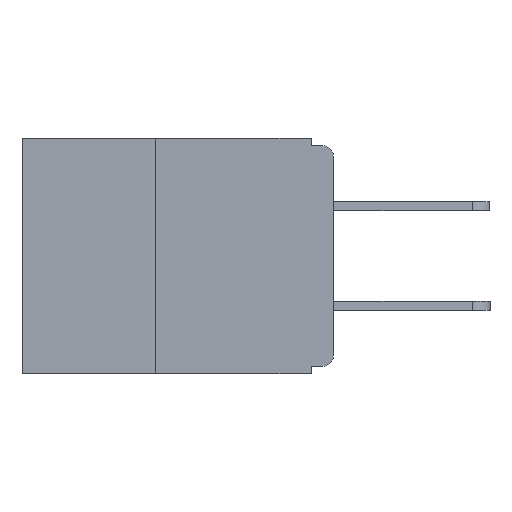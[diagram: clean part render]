
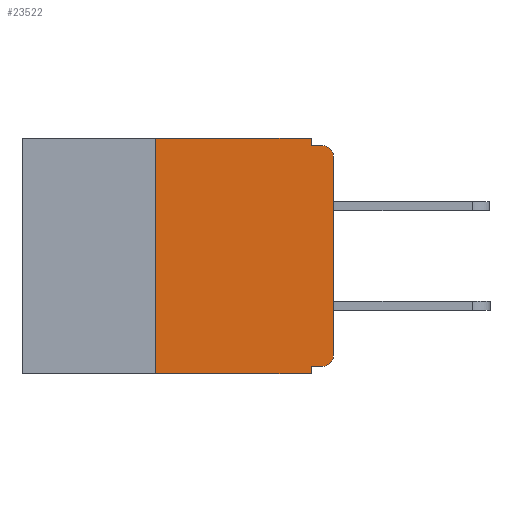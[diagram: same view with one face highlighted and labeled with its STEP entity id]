
A CAD part, left-side view. The second image highlights one B-rep face of the part: STEP entity #23522.
In plain terms, the highlighted planar face has unit normal (-1, 0, 0).
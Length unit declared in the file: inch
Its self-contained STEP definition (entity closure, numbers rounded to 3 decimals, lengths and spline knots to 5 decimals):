
#88 = DIRECTION ( 'NONE',  ( 0., 0., 1. ) ) ;
#499 = EDGE_CURVE ( 'NONE', #29752, #32427, #22594, .T. ) ;
#759 = CARTESIAN_POINT ( 'NONE',  ( 0., 0., 0. ) ) ;
#1064 = VECTOR ( 'NONE', #88, 39.37008 ) ;
#1105 = LINE ( 'NONE', #15576, #29627 ) ;
#1272 = LINE ( 'NONE', #31181, #28964 ) ;
#2029 = ORIENTED_EDGE ( 'NONE', *, *, #6707, .F. ) ;
#2136 = VERTEX_POINT ( 'NONE', #28318 ) ;
#2265 = VERTEX_POINT ( 'NONE', #23389 ) ;
#3420 = VERTEX_POINT ( 'NONE', #19101 ) ;
#4811 = DIRECTION ( 'NONE',  ( -1., 0., 0. ) ) ;
#5355 = VECTOR ( 'NONE', #7828, 39.37008 ) ;
#6203 = LINE ( 'NONE', #31581, #5355 ) ;
#6700 = EDGE_CURVE ( 'NONE', #17617, #2136, #20601, .T. ) ;
#6707 = EDGE_CURVE ( 'NONE', #20800, #2265, #19765, .T. ) ;
#7828 = DIRECTION ( 'NONE',  ( 0., -1., 0. ) ) ;
#8199 = CARTESIAN_POINT ( 'NONE',  ( 0., 0.031, -0.33 ) ) ;
#9226 = CARTESIAN_POINT ( 'NONE',  ( 0., 0.25, -0.33 ) ) ;
#9310 = EDGE_CURVE ( 'NONE', #2265, #3420, #13479, .T. ) ;
#9323 = ORIENTED_EDGE ( 'NONE', *, *, #12372, .T. ) ;
#9925 = ORIENTED_EDGE ( 'NONE', *, *, #19003, .F. ) ;
#10027 = VECTOR ( 'NONE', #34651, 39.37008 ) ;
#10114 = DIRECTION ( 'NONE',  ( 0., -1., 0. ) ) ;
#12301 = ORIENTED_EDGE ( 'NONE', *, *, #12928, .T. ) ;
#12372 = EDGE_CURVE ( 'NONE', #20800, #29752, #29012, .T. ) ;
#12556 = ORIENTED_EDGE ( 'NONE', *, *, #499, .T. ) ;
#12806 = CARTESIAN_POINT ( 'NONE',  ( 0., 0.015, -0.305 ) ) ;
#12928 = EDGE_CURVE ( 'NONE', #32427, #34229, #19533, .T. ) ;
#13479 = LINE ( 'NONE', #8199, #19784 ) ;
#13488 = PLANE ( 'NONE',  #20227 ) ;
#13624 = DIRECTION ( 'NONE',  ( 0., 0., -1. ) ) ;
#14095 = VERTEX_POINT ( 'NONE', #17826 ) ;
#15553 = DIRECTION ( 'NONE',  ( 0., 0., -1. ) ) ;
#15576 = CARTESIAN_POINT ( 'NONE',  ( 0., 0.437, -0.33 ) ) ;
#16247 = DIRECTION ( 'NONE',  ( 1., 0., 0. ) ) ;
#16945 = ORIENTED_EDGE ( 'NONE', *, *, #18320, .T. ) ;
#17617 = VERTEX_POINT ( 'NONE', #9226 ) ;
#17730 = CARTESIAN_POINT ( 'NONE',  ( 0., 0., -0.305 ) ) ;
#17826 = CARTESIAN_POINT ( 'NONE',  ( 0., 0.031, -0.01 ) ) ;
#18097 = DIRECTION ( 'NONE',  ( 0., 0., -1. ) ) ;
#18320 = EDGE_CURVE ( 'NONE', #17617, #3420, #1105, .T. ) ;
#19003 = EDGE_CURVE ( 'NONE', #14095, #34229, #6203, .T. ) ;
#19050 = EDGE_CURVE ( 'NONE', #2136, #28691, #31222, .T. ) ;
#19101 = CARTESIAN_POINT ( 'NONE',  ( 0., 0.031, -0.33 ) ) ;
#19364 = ORIENTED_EDGE ( 'NONE', *, *, #19534, .F. ) ;
#19533 = CIRCLE ( 'NONE', #28576, 0.015 ) ;
#19534 = EDGE_CURVE ( 'NONE', #28691, #14095, #1272, .T. ) ;
#19765 = LINE ( 'NONE', #27452, #32925 ) ;
#19784 = VECTOR ( 'NONE', #13624, 39.37008 ) ;
#20114 = EDGE_LOOP ( 'NONE', ( #12556, #12301, #9925, #19364, #27629, #22272, #16945, #28872, #2029, #9323 ) ) ;
#20227 = AXIS2_PLACEMENT_3D ( 'NONE', #21456, #16247, #34648 ) ;
#20601 = LINE ( 'NONE', #27565, #33743 ) ;
#20800 = VERTEX_POINT ( 'NONE', #28812 ) ;
#20850 = CARTESIAN_POINT ( 'NONE',  ( 0., 0.015, -0.01 ) ) ;
#20986 = CARTESIAN_POINT ( 'NONE',  ( 0., 0.015, -0.025 ) ) ;
#21456 = CARTESIAN_POINT ( 'NONE',  ( 0., 0.437, 0. ) ) ;
#22272 = ORIENTED_EDGE ( 'NONE', *, *, #6700, .F. ) ;
#22594 = LINE ( 'NONE', #759, #1064 ) ;
#23389 = CARTESIAN_POINT ( 'NONE',  ( 0., 0.031, -0.32 ) ) ;
#23522 = ADVANCED_FACE ( 'NONE', ( #25345 ), #13488, .F. ) ;
#23591 = DIRECTION ( 'NONE',  ( 0., 0., -1. ) ) ;
#25345 = FACE_OUTER_BOUND ( 'NONE', #20114, .T. ) ;
#25573 = CARTESIAN_POINT ( 'NONE',  ( 0., 0., -0.025 ) ) ;
#26944 = DIRECTION ( 'NONE',  ( 0., 1., 0. ) ) ;
#27227 = DIRECTION ( 'NONE',  ( 0., 0., 1. ) ) ;
#27452 = CARTESIAN_POINT ( 'NONE',  ( 0., 0., -0.32 ) ) ;
#27565 = CARTESIAN_POINT ( 'NONE',  ( 0., 0.25, -0.33 ) ) ;
#27629 = ORIENTED_EDGE ( 'NONE', *, *, #19050, .F. ) ;
#28318 = CARTESIAN_POINT ( 'NONE',  ( 0., 0.25, 0. ) ) ;
#28576 = AXIS2_PLACEMENT_3D ( 'NONE', #20986, #4811, #23591 ) ;
#28691 = VERTEX_POINT ( 'NONE', #34107 ) ;
#28812 = CARTESIAN_POINT ( 'NONE',  ( 0., 0.015, -0.32 ) ) ;
#28872 = ORIENTED_EDGE ( 'NONE', *, *, #9310, .F. ) ;
#28964 = VECTOR ( 'NONE', #18097, 39.37008 ) ;
#29012 = CIRCLE ( 'NONE', #31671, 0.015 ) ;
#29627 = VECTOR ( 'NONE', #10114, 39.37008 ) ;
#29752 = VERTEX_POINT ( 'NONE', #17730 ) ;
#31181 = CARTESIAN_POINT ( 'NONE',  ( 0., 0.031, 0. ) ) ;
#31222 = LINE ( 'NONE', #32029, #10027 ) ;
#31352 = DIRECTION ( 'NONE',  ( -1., 0., 0. ) ) ;
#31581 = CARTESIAN_POINT ( 'NONE',  ( 0., 0., -0.01 ) ) ;
#31671 = AXIS2_PLACEMENT_3D ( 'NONE', #12806, #31352, #15553 ) ;
#32029 = CARTESIAN_POINT ( 'NONE',  ( 0., 0.437, 0. ) ) ;
#32427 = VERTEX_POINT ( 'NONE', #25573 ) ;
#32925 = VECTOR ( 'NONE', #26944, 39.37008 ) ;
#33743 = VECTOR ( 'NONE', #27227, 39.37008 ) ;
#34107 = CARTESIAN_POINT ( 'NONE',  ( 0., 0.031, 0. ) ) ;
#34229 = VERTEX_POINT ( 'NONE', #20850 ) ;
#34648 = DIRECTION ( 'NONE',  ( 0., 0., -1. ) ) ;
#34651 = DIRECTION ( 'NONE',  ( 0., -1., 0. ) ) ;
